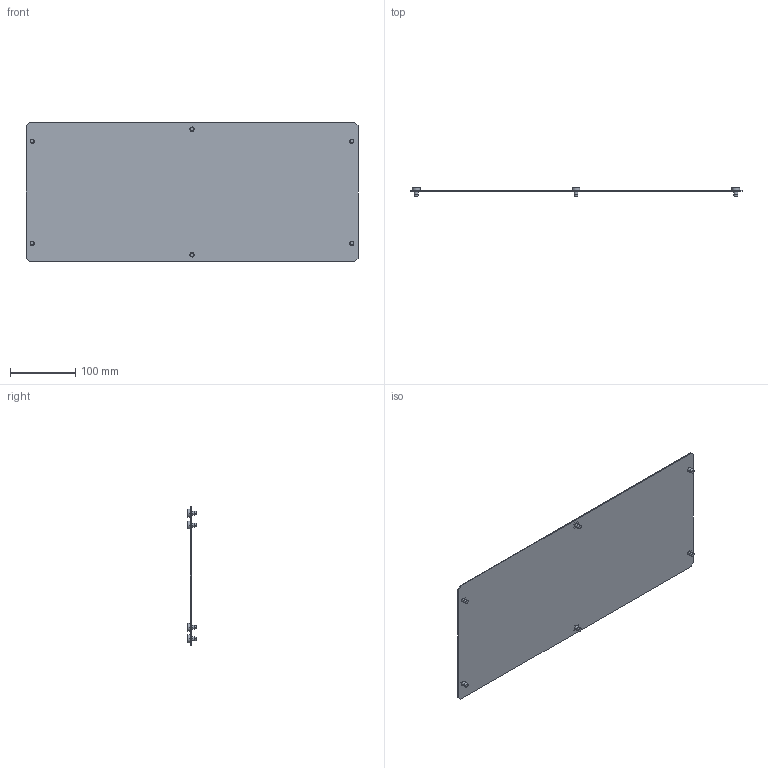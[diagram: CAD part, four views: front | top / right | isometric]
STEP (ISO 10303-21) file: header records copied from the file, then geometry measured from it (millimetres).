
FILE_DESCRIPTION(('STEP AP214'),'1');
FILE_NAME('cctmp_8EC214C1-A6F1-4C94-BC19-551B3548D2ED_2024_05_23_12_39_12_0827..stp','2024-05-23T10:39:12',('SIEMENS A&D'),('CADClick - www.CADClick.com'),'Spatial InterOp 3D',' ','unknown authorization');
FILE_SCHEMA(('AUTOMOTIVE_DESIGN'));
Length unit declared in the file: millimetre
Products named in the file (10): cc_unnamed; 2024_05_23_12_39_12_0804; 2024_05_23_12_39_12_0773; 2024_05_23_12_39_12_0742; 2024_05_23_12_39_12_0710; 2024_05_23_12_39_12_0669; 2024_05_23_12_39_12_0628; 2024_05_23_12_39_12_0587; 2024_05_23_12_39_12_0546; 2024_05_23_12_39_12_0504
Assembly tree (9 placements, depth 2):
  cc_unnamed
    2024_05_23_12_39_12_0804
    2024_05_23_12_39_12_0773
    2024_05_23_12_39_12_0742
    2024_05_23_12_39_12_0710
    2024_05_23_12_39_12_0669
    2024_05_23_12_39_12_0628
    2024_05_23_12_39_12_0587
    2024_05_23_12_39_12_0546
    2024_05_23_12_39_12_0504
Bounding box: 510 x 14.95 x 213.1 mm (x, y, z)
Volume: 168954.4 mm3; surface area: 223670.1 mm2
Topology: 9 solids, 9 shells, 110 faces, 220 edges, 136 vertices
Faces by surface type: cylinder 44, plane 34, cone 32
Entity records: 4055 total; most frequent: DIRECTION 580, CARTESIAN_POINT 476, ORIENTED_EDGE 440, AXIS2_PLACEMENT_3D 240, EDGE_CURVE 220, VERTEX_POINT 136, EDGE_LOOP 130, CIRCLE 120
